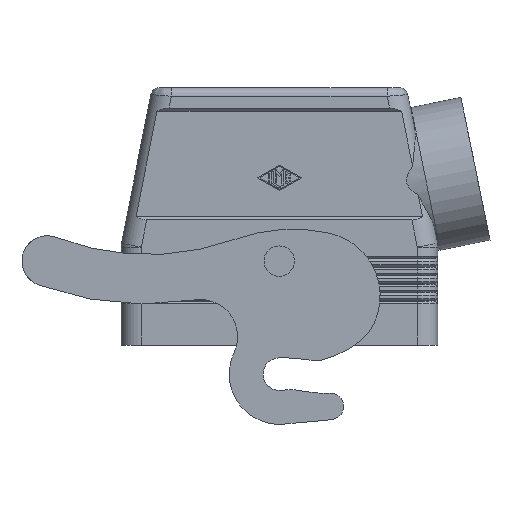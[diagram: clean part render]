
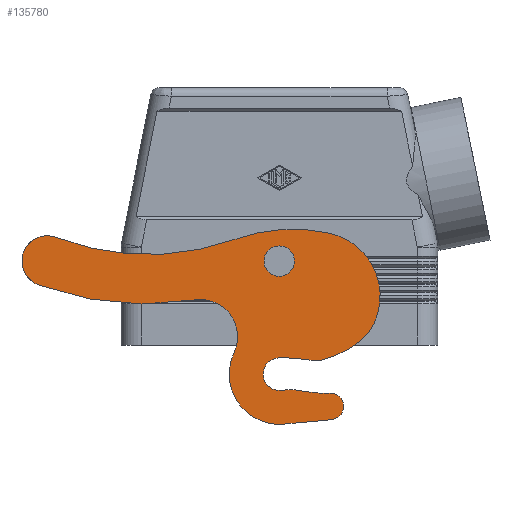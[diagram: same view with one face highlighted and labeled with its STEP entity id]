
A CAD part, front view. The second image highlights one B-rep face of the part: STEP entity #135780.
In plain terms, the highlighted planar face has unit normal (0, -1, 0).
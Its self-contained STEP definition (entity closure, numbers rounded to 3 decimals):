
#123400=CARTESIAN_POINT('',(-4.5,-25.75,24.8));
#123410=VERTEX_POINT('',#123400);
#123590=CARTESIAN_POINT('',(4.5,-25.75,24.8));
#123600=VERTEX_POINT('',#123590);
#123630=CARTESIAN_POINT('',(0.,-25.75,24.8));
#123640=DIRECTION('',(0.,-1.,0.));
#123650=DIRECTION('',(1.,0.,0.));
#123660=AXIS2_PLACEMENT_3D('',#123630,#123640,#123650);
#123670=CIRCLE('',#123660,4.5);
#123680=EDGE_CURVE('',#123410,#123600,#123670,.T.);
#134160=CARTESIAN_POINT('',(96.984,-25.75,-58.637));
#134170=DIRECTION('',(0.,-1.,0.));
#134180=DIRECTION('',(1.,0.,0.));
#134190=AXIS2_PLACEMENT_3D('',#134160,#134170,#134180);
#134200=PLANE('',#134190);
#134210=EDGE_CURVE('',#123600,#123410,#123670,.T.);
#134220=ORIENTED_EDGE('',*,*,#134210,.F.);
#134230=ORIENTED_EDGE('',*,*,#123680,.F.);
#134240=EDGE_LOOP('',(#134230,#134220));
#134250=FACE_BOUND('',#134240,.T.);
#134260=CARTESIAN_POINT('',(-38.7,-25.75,101.73));
#134270=DIRECTION('',(0.,-1.,0.));
#134280=DIRECTION('',(1.,0.,0.));
#134290=AXIS2_PLACEMENT_3D('',#134260,#134270,#134280);
#134300=CIRCLE('',#134290,75.);
#134310=CARTESIAN_POINT('',(-65.791,-25.75,31.794));
#134320=VERTEX_POINT('',#134310);
#134330=CARTESIAN_POINT('',(-13.089,-25.75,31.238));
#134340=VERTEX_POINT('',#134330);
#134350=EDGE_CURVE('',#134320,#134340,#134300,.T.);
#134360=ORIENTED_EDGE('',*,*,#134350,.F.);
#134370=CARTESIAN_POINT('',(4.,-25.75,-15.8));
#134380=DIRECTION('',(0.,-1.,0.));
#134390=DIRECTION('',(1.,0.,0.));
#134400=AXIS2_PLACEMENT_3D('',#134370,#134380,#134390);
#134410=CIRCLE('',#134400,50.046);
#134420=CARTESIAN_POINT('',(14.289,-25.75,33.177));
#134430=VERTEX_POINT('',#134420);
#134440=EDGE_CURVE('',#134430,#134340,#134410,.T.);
#134450=ORIENTED_EDGE('',*,*,#134440,.T.);
#134460=CARTESIAN_POINT('',(10.8,-25.75,14.5));
#134470=DIRECTION('',(0.,-1.,0.));
#134480=DIRECTION('',(1.,0.,0.));
#134490=AXIS2_PLACEMENT_3D('',#134460,#134470,#134480);
#134500=CIRCLE('',#134490,19.);
#134510=CARTESIAN_POINT('',(26.395,-25.75,3.646));
#134520=VERTEX_POINT('',#134510);
#134530=EDGE_CURVE('',#134520,#134430,#134500,.T.);
#134540=ORIENTED_EDGE('',*,*,#134530,.T.);
#134550=CARTESIAN_POINT('',(6.5,-25.75,21.9));
#134560=DIRECTION('',(0.,-1.,0.));
#134570=DIRECTION('',(1.,0.,0.));
#134580=AXIS2_PLACEMENT_3D('',#134550,#134560,#134570);
#134590=CIRCLE('',#134580,27.);
#134600=CARTESIAN_POINT('',(12.508,-25.75,-4.423));
#134610=VERTEX_POINT('',#134600);
#134620=EDGE_CURVE('',#134610,#134520,#134590,.T.);
#134630=ORIENTED_EDGE('',*,*,#134620,.T.);
#134640=CARTESIAN_POINT('',(10.8,-25.75,14.5));
#134650=DIRECTION('',(0.,-1.,0.));
#134660=DIRECTION('',(1.,0.,0.));
#134670=AXIS2_PLACEMENT_3D('',#134640,#134650,#134660);
#134680=CIRCLE('',#134670,19.);
#134690=CARTESIAN_POINT('',(7.814,-25.75,-4.264));
#134700=VERTEX_POINT('',#134690);
#134710=EDGE_CURVE('',#134700,#134610,#134680,.T.);
#134720=ORIENTED_EDGE('',*,*,#134710,.T.);
#134730=CARTESIAN_POINT('',(1.528,-25.75,-43.767));
#134740=DIRECTION('',(0.,-1.,0.));
#134750=DIRECTION('',(1.,0.,0.));
#134760=AXIS2_PLACEMENT_3D('',#134730,#134740,#134750);
#134770=CIRCLE('',#134760,40.);
#134780=CARTESIAN_POINT('',(-0.208,-25.75,-3.805)
);
#134790=VERTEX_POINT('',#134780);
#134800=EDGE_CURVE('',#134700,#134790,#134770,.T.);
#134810=ORIENTED_EDGE('',*,*,#134800,.F.);
#134820=CARTESIAN_POINT('',(0.,-25.75,
-8.6));
#134830=DIRECTION('',(0.,-1.,0.));
#134840=DIRECTION('',(1.,0.,0.));
#134850=AXIS2_PLACEMENT_3D('',#134820,#134830,#134840);
#134860=CIRCLE('',#134850,4.8);
#134870=CARTESIAN_POINT('',(0.418,-25.75,-13.382))
;
#134880=VERTEX_POINT('',#134870);
#134890=EDGE_CURVE('',#134790,#134880,#134860,.T.);
#134900=ORIENTED_EDGE('',*,*,#134890,.F.);
#134910=CARTESIAN_POINT('',(0.418,-25.75,-13.382))
;
#134920=DIRECTION('',(0.996,0.,0.087));
#134930=VECTOR('',#134920,1.);
#134940=LINE('',#134910,#134930);
#134950=CARTESIAN_POINT('',(2.504,-25.75,-13.199));
#134960=VERTEX_POINT('',#134950);
#134970=EDGE_CURVE('',#134880,#134960,#134940,.T.);
#134980=ORIENTED_EDGE('',*,*,#134970,.F.);
#134990=CARTESIAN_POINT('',(3.375,-25.75,-23.161));
#135000=DIRECTION('',(0.,-1.,0.));
#135010=DIRECTION('',(1.,0.,0.));
#135020=AXIS2_PLACEMENT_3D('',#134990,#135000,#135010);
#135030=CIRCLE('',#135020,10.);
#135040=CARTESIAN_POINT('',(4.767,-25.75,-13.259));
#135050=VERTEX_POINT('',#135040);
#135060=EDGE_CURVE('',#135050,#134960,#135030,.T.);
#135070=ORIENTED_EDGE('',*,*,#135060,.T.);
#135080=CARTESIAN_POINT('',(4.767,-25.75,-13.259));
#135090=DIRECTION('',(0.99,0.,-0.139));
#135100=VECTOR('',#135090,1.);
#135110=LINE('',#135080,#135100);
#135120=CARTESIAN_POINT('',(10.277,-25.75,-14.033));
#135130=VERTEX_POINT('',#135120);
#135140=EDGE_CURVE('',#135050,#135130,#135110,.T.);
#135150=ORIENTED_EDGE('',*,*,#135140,.F.);
#135160=CARTESIAN_POINT('',(13.061,-25.75,5.772));
#135170=DIRECTION('',(0.,-1.,0.));
#135180=DIRECTION('',(1.,0.,0.));
#135190=AXIS2_PLACEMENT_3D('',#135160,#135170,#135180);
#135200=CIRCLE('',#135190,20.);
#135210=CARTESIAN_POINT('',(14.68,-25.75,-14.162));
#135220=VERTEX_POINT('',#135210);
#135230=EDGE_CURVE('',#135130,#135220,#135200,.T.);
#135240=ORIENTED_EDGE('',*,*,#135230,.F.);
#135250=CARTESIAN_POINT('',(15.,-25.75,-18.1));
#135260=DIRECTION('',(0.,-1.,0.));
#135270=DIRECTION('',(1.,0.,0.));
#135280=AXIS2_PLACEMENT_3D('',#135250,#135260,#135270);
#135290=CIRCLE('',#135280,3.951);
#135300=CARTESIAN_POINT('',(15.366,-25.75,-22.034));
#135310=VERTEX_POINT('',#135300);
#135320=EDGE_CURVE('',#135310,#135220,#135290,.T.);
#135330=ORIENTED_EDGE('',*,*,#135320,.T.);
#135340=CARTESIAN_POINT('',(1.371,-25.75,-23.336));
#135350=DIRECTION('',(0.996,0.,0.093));
#135360=VECTOR('',#135350,1.);
#135370=LINE('',#135340,#135360);
#135380=CARTESIAN_POINT('',(1.371,-25.75,-23.336));
#135390=VERTEX_POINT('',#135380);
#135400=EDGE_CURVE('',#135390,#135310,#135370,.T.);
#135410=ORIENTED_EDGE('',*,*,#135400,.T.);
#135420=CARTESIAN_POINT('',(0.,-25.75,
-8.6));
#135430=DIRECTION('',(0.,-1.,0.));
#135440=DIRECTION('',(1.,0.,0.));
#135450=AXIS2_PLACEMENT_3D('',#135420,#135430,#135440);
#135460=CIRCLE('',#135450,14.8);
#135470=CARTESIAN_POINT('',(-13.366,-25.75,-2.245))
;
#135480=VERTEX_POINT('',#135470);
#135490=EDGE_CURVE('',#135480,#135390,#135460,.T.);
#135500=ORIENTED_EDGE('',*,*,#135490,.T.);
#135510=CARTESIAN_POINT('',(-23.301,-25.75,2.478));
#135520=DIRECTION('',(0.,-1.,0.));
#135530=DIRECTION('',(1.,0.,0.));
#135540=AXIS2_PLACEMENT_3D('',#135510,#135520,#135530);
#135550=CIRCLE('',#135540,11.);
#135560=CARTESIAN_POINT('',(-25.092,-25.75,13.331));
#135570=VERTEX_POINT('',#135560);
#135580=EDGE_CURVE('',#135480,#135570,#135550,.T.);
#135590=ORIENTED_EDGE('',*,*,#135580,.F.);
#135600=CARTESIAN_POINT('',(-39.752,-25.75,102.129));
#135610=DIRECTION('',(0.,-1.,0.));
#135620=DIRECTION('',(1.,0.,0.));
#135630=AXIS2_PLACEMENT_3D('',#135600,#135610,#135620);
#135640=CIRCLE('',#135630,90.);
#135650=CARTESIAN_POINT('',(-71.113,-25.75,17.77));
#135660=VERTEX_POINT('',#135650);
#135670=EDGE_CURVE('',#135660,#135570,#135640,.T.);
#135680=ORIENTED_EDGE('',*,*,#135670,.T.);
#135690=CARTESIAN_POINT('',(-68.5,-25.75,24.8));
#135700=DIRECTION('',(0.,-1.,0.));
#135710=DIRECTION('',(1.,0.,0.));
#135720=AXIS2_PLACEMENT_3D('',#135690,#135700,#135710);
#135730=CIRCLE('',#135720,7.5);
#135740=EDGE_CURVE('',#134320,#135660,#135730,.T.);
#135750=ORIENTED_EDGE('',*,*,#135740,.T.);
#135760=EDGE_LOOP('',(#135750,#135680,#135590,#135500,#135410,#135330,
#135240,#135150,#135070,#134980,#134900,#134810,#134720,#134630,#134540,
#134450,#134360));
#135770=FACE_OUTER_BOUND('',#135760,.T.);
#135780=ADVANCED_FACE('',(#134250,#135770),#134200,.T.);
